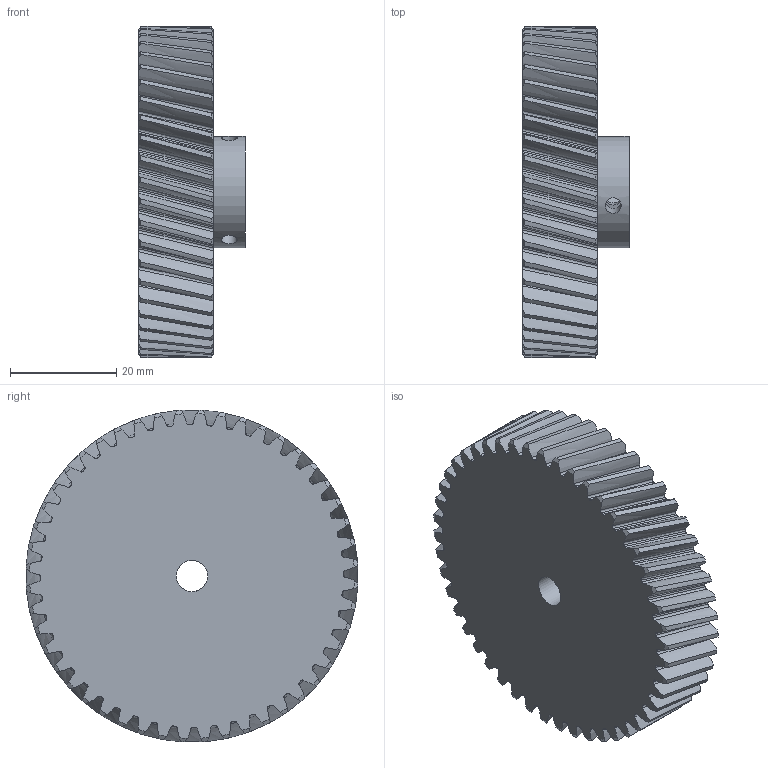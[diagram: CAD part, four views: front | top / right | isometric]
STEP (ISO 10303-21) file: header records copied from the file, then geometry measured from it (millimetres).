
FILE_DESCRIPTION(/* description */ ('STEP AP242','CAx-IF Rec.Pracs.---Representation and Presentation of Product Manufacturing Information (PMI)---4.0---2014-10-13','CAx-IF Rec.Pracs.---3D Tessellated Geometry---0.4---2014-09-14','2;1'),/* implementation_level */ '2;1');
FILE_NAME(/* name */ 'Ref_Model - Spur gear (48 teeth)',/* time_stamp */ '2025-08-11T20:51:09Z',/* author */ (''),/* organization */ (''),/* preprocessor_version */ 'ST-DEVELOPER v20',/* originating_system */ 'ONSHAPE BY PTC INC, 1.202',/* authorisation */ ' ');
FILE_SCHEMA (('AP242_MANAGED_MODEL_BASED_3D_ENGINEERING_MIM_LF { 1 0 10303 442 1 1 4 }'));
Length unit declared in the file: metre
Products named in the file (1): Spur gear (48 teeth)
Bounding box: 20 x 62.48 x 62.48 mm (x, y, z)
Volume: 40457.3 mm3; surface area: 11882.9 mm2
Topology: 1 solids, 1 shells, 403 faces, 1198 edges, 800 vertices
Faces by surface type: bspline 192, cylinder 102, cone 96, plane 13
Full cylindrical faces by diameter (mm): 3 x4, 5.9 x1, 21 x1
Entity records: 21544 total; most frequent: CARTESIAN_POINT 12940, ORIENTED_EDGE 2376, DIRECTION 1232, EDGE_CURVE 1188, VERTEX_POINT 796, AXIS2_PLACEMENT_3D 604, B_SPLINE_CURVE_WITH_KNOTS 484, EDGE_LOOP 422
